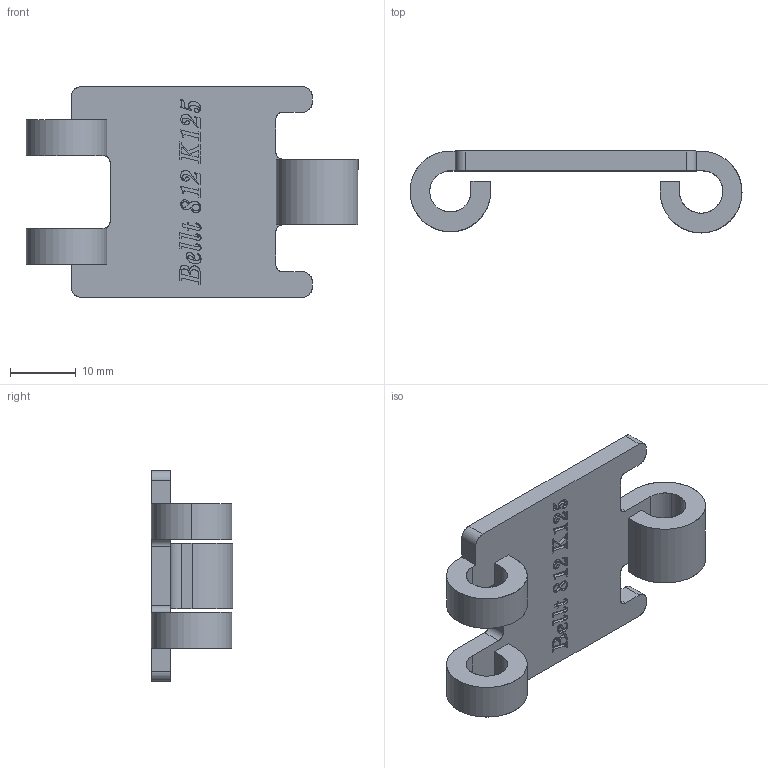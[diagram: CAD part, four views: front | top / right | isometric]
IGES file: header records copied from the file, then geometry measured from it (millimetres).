
Start section: SolidWorks IGES file using analytic representation for surfaces
Global section: file name: Corrente BTop 812 K125.IGS; native system: SolidWorks 2024; preprocessor: SolidWorks 2024; author: User; date: 250916.133125; units: millimetre
Bounding box: 50.44 x 12.43 x 32 mm (x, y, z)
Surface area: 4082.8 mm2 (no closed solid volume)
Topology: 0 solids, 0 shells, 316 faces, 3962 edges, 3962 vertices
Faces by surface type: bspline 295, revolution 21
